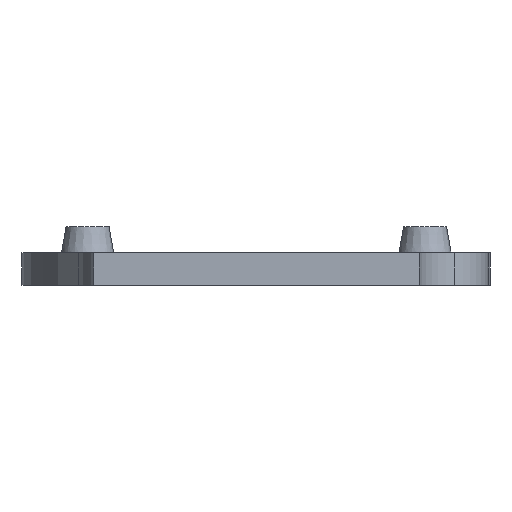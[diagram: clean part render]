
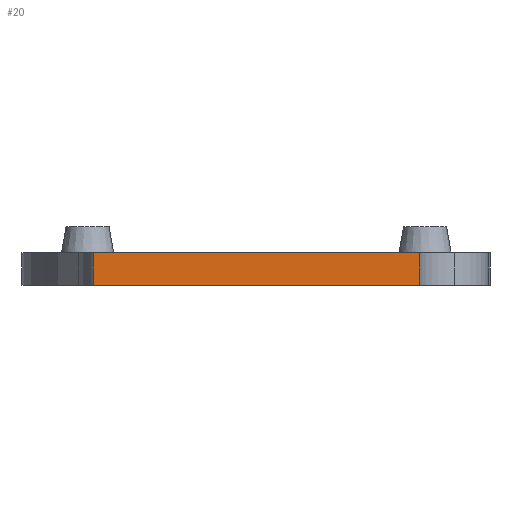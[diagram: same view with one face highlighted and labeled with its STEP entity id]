
A CAD part, front view. The second image highlights one B-rep face of the part: STEP entity #20.
In plain terms, the highlighted planar face has unit normal (0, -1, 0).
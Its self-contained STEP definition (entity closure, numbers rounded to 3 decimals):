
#20 = ADVANCED_FACE ( 'NONE', ( #1311 ), #120, .F. ) ;
#74 = CARTESIAN_POINT ( 'NONE',  ( -12.5, -33.4, 2.5 ) ) ;
#85 = CARTESIAN_POINT ( 'NONE',  ( -12.5, -33.4, 0. ) ) ;
#90 = LINE ( 'NONE', #74, #685 ) ;
#111 = DIRECTION ( 'NONE',  ( 0., 0., -1. ) ) ;
#120 = PLANE ( 'NONE',  #1215 ) ;
#136 = CARTESIAN_POINT ( 'NONE',  ( -12.5, -33.4, 2.5 ) ) ;
#139 = EDGE_CURVE ( 'NONE', #411, #530, #488, .T. ) ;
#179 = LINE ( 'NONE', #85, #715 ) ;
#240 = CARTESIAN_POINT ( 'NONE',  ( -12.5, -33.4, 2.5 ) ) ;
#310 = DIRECTION ( 'NONE',  ( 1., 0., 0. ) ) ;
#335 = ORIENTED_EDGE ( 'NONE', *, *, #635, .T. ) ;
#411 = VERTEX_POINT ( 'NONE', #240 ) ;
#488 = LINE ( 'NONE', #796, #688 ) ;
#530 = VERTEX_POINT ( 'NONE', #578 ) ;
#565 = VERTEX_POINT ( 'NONE', #1165 ) ;
#578 = CARTESIAN_POINT ( 'NONE',  ( 12.5, -33.4, 2.5 ) ) ;
#599 = ORIENTED_EDGE ( 'NONE', *, *, #1389, .T. ) ;
#635 = EDGE_CURVE ( 'NONE', #565, #644, #179, .T. ) ;
#644 = VERTEX_POINT ( 'NONE', #1369 ) ;
#649 = LINE ( 'NONE', #910, #1154 ) ;
#685 = VECTOR ( 'NONE', #111, 1000. ) ;
#688 = VECTOR ( 'NONE', #780, 1000. ) ;
#695 = DIRECTION ( 'NONE',  ( 0., 0., 1. ) ) ;
#703 = EDGE_CURVE ( 'NONE', #530, #644, #649, .T. ) ;
#715 = VECTOR ( 'NONE', #310, 1000. ) ;
#780 = DIRECTION ( 'NONE',  ( 1., 0., 0. ) ) ;
#796 = CARTESIAN_POINT ( 'NONE',  ( -12.5, -33.4, 2.5 ) ) ;
#892 = ORIENTED_EDGE ( 'NONE', *, *, #139, .F. ) ;
#895 = ORIENTED_EDGE ( 'NONE', *, *, #703, .F. ) ;
#910 = CARTESIAN_POINT ( 'NONE',  ( 12.5, -33.4, 2.5 ) ) ;
#913 = DIRECTION ( 'NONE',  ( 0., 1., 0. ) ) ;
#1154 = VECTOR ( 'NONE', #1297, 1000. ) ;
#1165 = CARTESIAN_POINT ( 'NONE',  ( -12.5, -33.4, 0. ) ) ;
#1215 = AXIS2_PLACEMENT_3D ( 'NONE', #136, #913, #695 ) ;
#1297 = DIRECTION ( 'NONE',  ( 0., 0., -1. ) ) ;
#1311 = FACE_OUTER_BOUND ( 'NONE', #1386, .T. ) ;
#1369 = CARTESIAN_POINT ( 'NONE',  ( 12.5, -33.4, 0. ) ) ;
#1386 = EDGE_LOOP ( 'NONE', ( #335, #895, #892, #599 ) ) ;
#1389 = EDGE_CURVE ( 'NONE', #411, #565, #90, .T. ) ;
